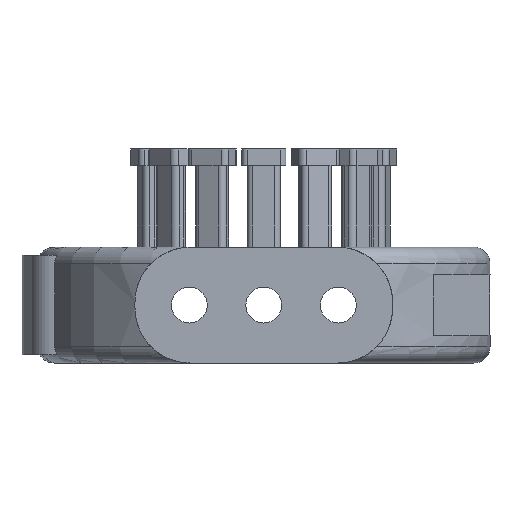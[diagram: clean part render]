
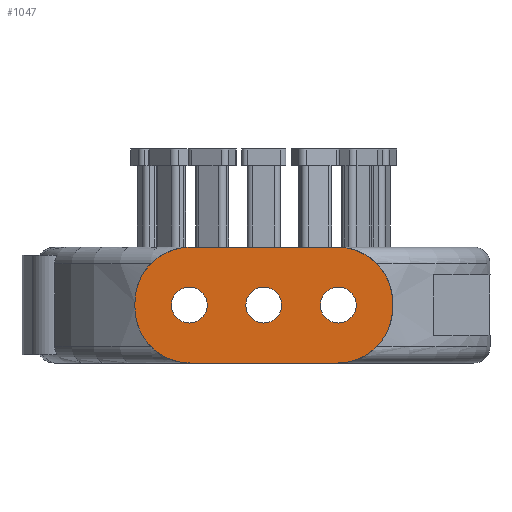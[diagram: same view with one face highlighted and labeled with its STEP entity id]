
A CAD part, front view. The second image highlights one B-rep face of the part: STEP entity #1047.
In plain terms, the highlighted planar face has unit normal (0, -1, 0).
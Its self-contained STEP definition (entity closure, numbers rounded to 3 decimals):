
#1047=ADVANCED_FACE('',(#2126,#2127,#2128,#2129),#2130,.T.);
#2126=FACE_BOUND('',#3223,.T.);
#2127=FACE_BOUND('',#3224,.T.);
#2128=FACE_BOUND('',#3225,.T.);
#2129=FACE_OUTER_BOUND('',#3226,.T.);
#2130=PLANE('',#3227);
#3223=EDGE_LOOP('',(#6357,#6358));
#3224=EDGE_LOOP('',(#6359,#6360));
#3225=EDGE_LOOP('',(#6361,#6362));
#3226=EDGE_LOOP('',(#6363,#6364,#6365,#6366,#6367,#6368,#6369,#6370));
#3227=AXIS2_PLACEMENT_3D('',#6371,#6372,#6373);
#6357=ORIENTED_EDGE('',*,*,#7806,.T.);
#6358=ORIENTED_EDGE('',*,*,#6716,.T.);
#6359=ORIENTED_EDGE('',*,*,#7810,.T.);
#6360=ORIENTED_EDGE('',*,*,#6706,.T.);
#6361=ORIENTED_EDGE('',*,*,#7814,.T.);
#6362=ORIENTED_EDGE('',*,*,#6696,.T.);
#6363=ORIENTED_EDGE('',*,*,#7936,.F.);
#6364=ORIENTED_EDGE('',*,*,#7937,.F.);
#6365=ORIENTED_EDGE('',*,*,#7938,.F.);
#6366=ORIENTED_EDGE('',*,*,#7841,.F.);
#6367=ORIENTED_EDGE('',*,*,#7939,.F.);
#6368=ORIENTED_EDGE('',*,*,#7940,.F.);
#6369=ORIENTED_EDGE('',*,*,#7941,.F.);
#6370=ORIENTED_EDGE('',*,*,#7924,.F.);
#6371=CARTESIAN_POINT('',(0.,-42.5,0.));
#6372=DIRECTION('',(0.0,-1.0,0.0));
#6373=DIRECTION('',(1.0,0.0,0.0));
#6696=EDGE_CURVE('',#8036,#8033,#8037,.T.);
#6706=EDGE_CURVE('',#8054,#8051,#8055,.T.);
#6716=EDGE_CURVE('',#8072,#8069,#8073,.T.);
#7806=EDGE_CURVE('',#8069,#8072,#9694,.T.);
#7810=EDGE_CURVE('',#8051,#8054,#9698,.T.);
#7814=EDGE_CURVE('',#8033,#8036,#9702,.T.);
#7841=EDGE_CURVE('',#9738,#9740,#9741,.T.);
#7924=EDGE_CURVE('',#9868,#9870,#9871,.T.);
#7936=EDGE_CURVE('',#9888,#9868,#9889,.T.);
#7937=EDGE_CURVE('',#9890,#9888,#9891,.T.);
#7938=EDGE_CURVE('',#9740,#9890,#9892,.T.);
#7939=EDGE_CURVE('',#9893,#9738,#9894,.T.);
#7940=EDGE_CURVE('',#9895,#9893,#9896,.T.);
#7941=EDGE_CURVE('',#9870,#9895,#9897,.T.);
#8033=VERTEX_POINT('',#10019);
#8036=VERTEX_POINT('',#10023);
#8037=CIRCLE('',#10024,3.25);
#8051=VERTEX_POINT('',#10041);
#8054=VERTEX_POINT('',#10045);
#8055=CIRCLE('',#10046,3.25);
#8069=VERTEX_POINT('',#10063);
#8072=VERTEX_POINT('',#10067);
#8073=CIRCLE('',#10068,3.25);
#9694=CIRCLE('',#13468,3.25);
#9698=CIRCLE('',#13472,3.25);
#9702=CIRCLE('',#13476,3.25);
#9738=VERTEX_POINT('',#13605);
#9740=VERTEX_POINT('',#13608);
#9741=LINE('',#13609,#13610);
#9868=VERTEX_POINT('',#14028);
#9870=VERTEX_POINT('',#14031);
#9871=LINE('',#14032,#14033);
#9888=VERTEX_POINT('',#14089);
#9889=CIRCLE('',#14090,10.0);
#9890=VERTEX_POINT('',#14091);
#9891=LINE('',#14092,#14093);
#9892=CIRCLE('',#14094,10.0);
#9893=VERTEX_POINT('',#14095);
#9894=CIRCLE('',#14096,10.0);
#9895=VERTEX_POINT('',#14097);
#9896=LINE('',#14098,#14099);
#9897=CIRCLE('',#14100,10.0);
#10019=CARTESIAN_POINT('',(-10.25,-42.5,0.0));
#10023=CARTESIAN_POINT('',(-16.75,-42.5,0.));
#10024=AXIS2_PLACEMENT_3D('',#14450,#14451,#14452);
#10041=CARTESIAN_POINT('',(3.25,-42.5,0.0));
#10045=CARTESIAN_POINT('',(-3.25,-42.5,0.));
#10046=AXIS2_PLACEMENT_3D('',#14466,#14467,#14468);
#10063=CARTESIAN_POINT('',(16.75,-42.5,0.0));
#10067=CARTESIAN_POINT('',(10.25,-42.5,0.));
#10068=AXIS2_PLACEMENT_3D('',#14482,#14483,#14484);
#13468=AXIS2_PLACEMENT_3D('',#15681,#15682,#15683);
#13472=AXIS2_PLACEMENT_3D('',#15687,#15688,#15689);
#13476=AXIS2_PLACEMENT_3D('',#15693,#15694,#15695);
#13605=CARTESIAN_POINT('',(13.35,-42.5,-10.5));
#13608=CARTESIAN_POINT('',(-13.35,-42.5,-10.5));
#13609=CARTESIAN_POINT('',(13.35,-42.5,-10.5));
#13610=VECTOR('',#15724,1.0);
#14028=CARTESIAN_POINT('',(-13.35,-42.5,10.5));
#14031=CARTESIAN_POINT('',(13.35,-42.5,10.5));
#14032=CARTESIAN_POINT('',(-13.35,-42.5,10.5));
#14033=VECTOR('',#15825,1.0);
#14089=CARTESIAN_POINT('',(-23.35,-42.5,0.5));
#14090=AXIS2_PLACEMENT_3D('',#15837,#15838,#15839);
#14091=CARTESIAN_POINT('',(-23.35,-42.5,-0.5));
#14092=CARTESIAN_POINT('',(-23.35,-42.5,-0.5));
#14093=VECTOR('',#15840,1.0);
#14094=AXIS2_PLACEMENT_3D('',#15841,#15842,#15843);
#14095=CARTESIAN_POINT('',(23.35,-42.5,-0.5));
#14096=AXIS2_PLACEMENT_3D('',#15844,#15845,#15846);
#14097=CARTESIAN_POINT('',(23.35,-42.5,0.5));
#14098=CARTESIAN_POINT('',(23.35,-42.5,0.5));
#14099=VECTOR('',#15847,1.0);
#14100=AXIS2_PLACEMENT_3D('',#15848,#15849,#15850);
#14450=CARTESIAN_POINT('',(-13.5,-42.5,0.0));
#14451=DIRECTION('',(-0.0,1.0,0.0));
#14452=DIRECTION('',(1.0,0.0,0.0));
#14466=CARTESIAN_POINT('',(0.0,-42.5,0.0));
#14467=DIRECTION('',(-0.0,1.0,0.0));
#14468=DIRECTION('',(1.0,0.0,0.0));
#14482=CARTESIAN_POINT('',(13.5,-42.5,0.0));
#14483=DIRECTION('',(-0.0,1.0,0.0));
#14484=DIRECTION('',(1.0,0.0,0.0));
#15681=CARTESIAN_POINT('',(13.5,-42.5,0.0));
#15682=DIRECTION('',(-0.0,1.0,0.0));
#15683=DIRECTION('',(1.0,0.0,0.0));
#15687=CARTESIAN_POINT('',(0.0,-42.5,0.0));
#15688=DIRECTION('',(-0.0,1.0,0.0));
#15689=DIRECTION('',(1.0,0.0,0.0));
#15693=CARTESIAN_POINT('',(-13.5,-42.5,0.0));
#15694=DIRECTION('',(-0.0,1.0,0.0));
#15695=DIRECTION('',(1.0,0.0,0.0));
#15724=DIRECTION('',(-1.0,0.0,0.0));
#15825=DIRECTION('',(1.0,0.0,0.0));
#15837=CARTESIAN_POINT('',(-13.35,-42.5,0.5));
#15838=DIRECTION('',(0.0,1.0,-0.0));
#15839=DIRECTION('',(0.,0.0,1.0));
#15840=DIRECTION('',(0.0,0.0,1.0));
#15841=CARTESIAN_POINT('',(-13.35,-42.5,-0.5));
#15842=DIRECTION('',(0.0,1.0,-0.0));
#15843=DIRECTION('',(-1.0,-0.0,0.));
#15844=CARTESIAN_POINT('',(13.35,-42.5,-0.5));
#15845=DIRECTION('',(-0.0,1.0,0.0));
#15846=DIRECTION('',(0.0,0.0,-1.0));
#15847=DIRECTION('',(0.0,0.0,-1.0));
#15848=CARTESIAN_POINT('',(13.35,-42.5,0.5));
#15849=DIRECTION('',(-0.0,1.0,0.0));
#15850=DIRECTION('',(1.0,0.0,0.));
